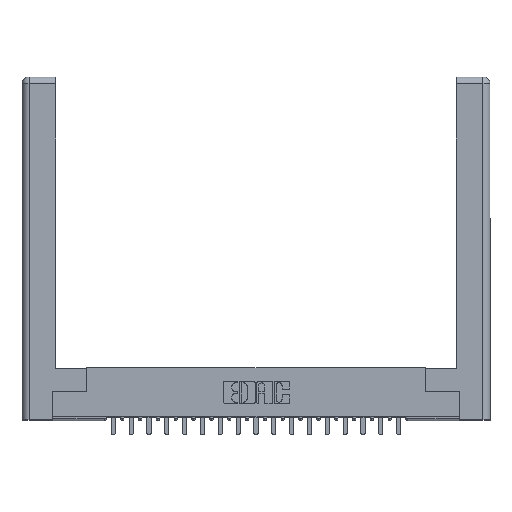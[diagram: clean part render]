
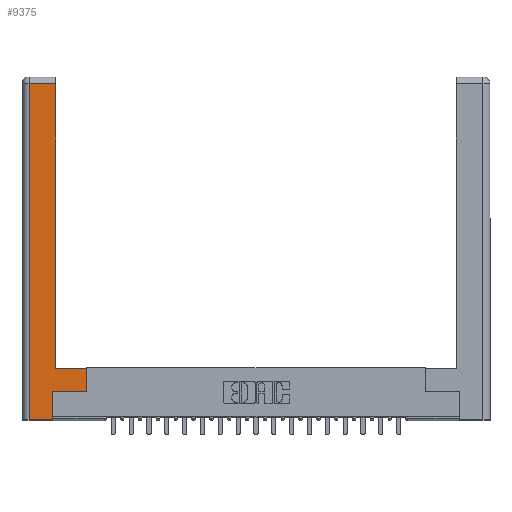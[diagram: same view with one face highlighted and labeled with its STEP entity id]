
A CAD part, top view. The second image highlights one B-rep face of the part: STEP entity #9375.
In plain terms, the highlighted planar face has unit normal (0, 0, 1).
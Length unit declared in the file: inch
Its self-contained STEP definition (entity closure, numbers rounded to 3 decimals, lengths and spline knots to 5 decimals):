
#215 = CARTESIAN_POINT ( 'NONE',  ( 0.265, 0., 0. ) ) ;
#222 = CARTESIAN_POINT ( 'NONE',  ( 0.295, 0.45, 0. ) ) ;
#646 = DIRECTION ( 'NONE',  ( 0., 1., 0. ) ) ;
#1436 = CARTESIAN_POINT ( 'NONE',  ( 0.295, 3., 0. ) ) ;
#1548 = CARTESIAN_POINT ( 'NONE',  ( 0.0615, 0., 0. ) ) ;
#1848 = LINE ( 'NONE', #4840, #18104 ) ;
#2190 = DIRECTION ( 'NONE',  ( -1., 0., 0. ) ) ;
#2308 = EDGE_CURVE ( 'NONE', #3872, #16726, #10020, .T. ) ;
#2890 = CARTESIAN_POINT ( 'NONE',  ( 0., 0., 0. ) ) ;
#3601 = CARTESIAN_POINT ( 'NONE',  ( 0.295, 2.94, 0. ) ) ;
#3627 = CARTESIAN_POINT ( 'NONE',  ( 0.565, 0.245, 0. ) ) ;
#3782 = EDGE_CURVE ( 'NONE', #13391, #18008, #4742, .T. ) ;
#3872 = VERTEX_POINT ( 'NONE', #11975 ) ;
#3917 = EDGE_CURVE ( 'NONE', #16726, #4643, #7260, .T. ) ;
#4071 = ORIENTED_EDGE ( 'NONE', *, *, #13532, .T. ) ;
#4643 = VERTEX_POINT ( 'NONE', #20784 ) ;
#4742 = LINE ( 'NONE', #1436, #6169 ) ;
#4840 = CARTESIAN_POINT ( 'NONE',  ( 0.265, 0.245, 0. ) ) ;
#5172 = LINE ( 'NONE', #3627, #15935 ) ;
#5426 = CARTESIAN_POINT ( 'NONE',  ( 0.0615, 0., 0. ) ) ;
#5585 = ORIENTED_EDGE ( 'NONE', *, *, #3917, .T. ) ;
#6041 = CARTESIAN_POINT ( 'NONE',  ( 0.0615, 2.94, 0. ) ) ;
#6169 = VECTOR ( 'NONE', #13205, 39.37008 ) ;
#6199 = VECTOR ( 'NONE', #6932, 39.37008 ) ;
#6269 = EDGE_CURVE ( 'NONE', #7543, #13391, #20759, .T. ) ;
#6916 = VERTEX_POINT ( 'NONE', #12659 ) ;
#6932 = DIRECTION ( 'NONE',  ( 1., 0., 0. ) ) ;
#7033 = DIRECTION ( 'NONE',  ( 1., 0., 0. ) ) ;
#7058 = VERTEX_POINT ( 'NONE', #16373 ) ;
#7090 = EDGE_CURVE ( 'NONE', #6916, #7058, #5172, .T. ) ;
#7105 = VECTOR ( 'NONE', #2190, 39.37008 ) ;
#7247 = CARTESIAN_POINT ( 'NONE',  ( 0.565, 0.45, 0. ) ) ;
#7260 = LINE ( 'NONE', #215, #6199 ) ;
#7543 = VERTEX_POINT ( 'NONE', #18946 ) ;
#8266 = DIRECTION ( 'NONE',  ( 0., -1., 0. ) ) ;
#9069 = DIRECTION ( 'NONE',  ( 0., 0., -1. ) ) ;
#9375 = ADVANCED_FACE ( 'NONE', ( #17281 ), #14225, .F. ) ;
#10020 = LINE ( 'NONE', #1548, #21090 ) ;
#10688 = EDGE_CURVE ( 'NONE', #4643, #6916, #1848, .T. ) ;
#10978 = DIRECTION ( 'NONE',  ( -1., 0., 0. ) ) ;
#11975 = CARTESIAN_POINT ( 'NONE',  ( 0.0615, 2.94, 0. ) ) ;
#12000 = ORIENTED_EDGE ( 'NONE', *, *, #3782, .T. ) ;
#12659 = CARTESIAN_POINT ( 'NONE',  ( 0.265, 0.245, 0. ) ) ;
#13205 = DIRECTION ( 'NONE',  ( 0., 1., 0. ) ) ;
#13391 = VERTEX_POINT ( 'NONE', #15800 ) ;
#13410 = VECTOR ( 'NONE', #10978, 39.37008 ) ;
#13521 = ORIENTED_EDGE ( 'NONE', *, *, #6269, .T. ) ;
#13532 = EDGE_CURVE ( 'NONE', #18008, #3872, #17982, .T. ) ;
#14225 = PLANE ( 'NONE',  #19470 ) ;
#14242 = ORIENTED_EDGE ( 'NONE', *, *, #2308, .T. ) ;
#15038 = DIRECTION ( 'NONE',  ( 0., 1., 0. ) ) ;
#15800 = CARTESIAN_POINT ( 'NONE',  ( 0.295, 0.45, 0. ) ) ;
#15935 = VECTOR ( 'NONE', #7033, 39.37008 ) ;
#16373 = CARTESIAN_POINT ( 'NONE',  ( 0.565, 0.245, 0. ) ) ;
#16726 = VERTEX_POINT ( 'NONE', #5426 ) ;
#17281 = FACE_OUTER_BOUND ( 'NONE', #19510, .T. ) ;
#17982 = LINE ( 'NONE', #6041, #13410 ) ;
#18008 = VERTEX_POINT ( 'NONE', #3601 ) ;
#18104 = VECTOR ( 'NONE', #15038, 39.37008 ) ;
#18447 = ORIENTED_EDGE ( 'NONE', *, *, #21342, .T. ) ;
#18868 = ORIENTED_EDGE ( 'NONE', *, *, #7090, .T. ) ;
#18946 = CARTESIAN_POINT ( 'NONE',  ( 0.565, 0.45, 0. ) ) ;
#19426 = LINE ( 'NONE', #7247, #20949 ) ;
#19470 = AXIS2_PLACEMENT_3D ( 'NONE', #2890, #9069, #20595 ) ;
#19510 = EDGE_LOOP ( 'NONE', ( #12000, #4071, #14242, #5585, #20197, #18868, #18447, #13521 ) ) ;
#20197 = ORIENTED_EDGE ( 'NONE', *, *, #10688, .T. ) ;
#20595 = DIRECTION ( 'NONE',  ( -1., 0., 0. ) ) ;
#20759 = LINE ( 'NONE', #222, #7105 ) ;
#20784 = CARTESIAN_POINT ( 'NONE',  ( 0.265, 0., 0. ) ) ;
#20949 = VECTOR ( 'NONE', #646, 39.37008 ) ;
#21090 = VECTOR ( 'NONE', #8266, 39.37008 ) ;
#21342 = EDGE_CURVE ( 'NONE', #7058, #7543, #19426, .T. ) ;
